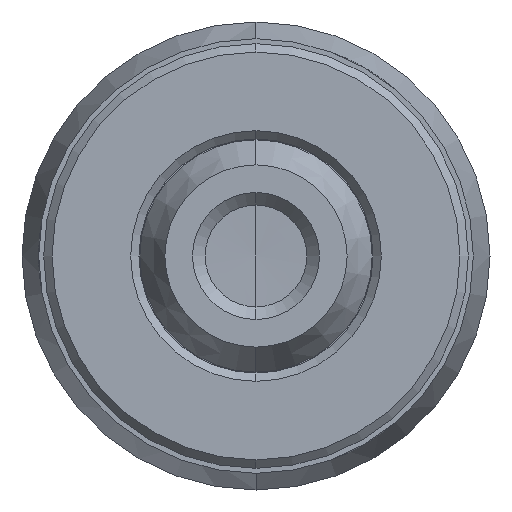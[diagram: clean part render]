
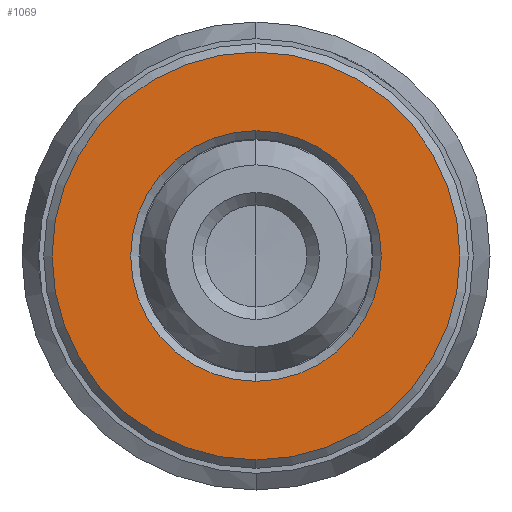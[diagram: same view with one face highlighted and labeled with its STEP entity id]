
A CAD part, left-side view. The second image highlights one B-rep face of the part: STEP entity #1069.
In plain terms, the highlighted planar face has unit normal (-1, 0, 0).
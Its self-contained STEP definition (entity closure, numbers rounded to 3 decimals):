
#21 = DIRECTION ( 'NONE',  ( 0., 0., 1. ) ) ;
#73 = EDGE_CURVE ( 'NONE', #964, #1578, #1258, .T. ) ;
#92 = DIRECTION ( 'NONE',  ( 0., 0., 1. ) ) ;
#98 = AXIS2_PLACEMENT_3D ( 'NONE', #1229, #1602, #625 ) ;
#121 = CARTESIAN_POINT ( 'NONE',  ( -35.591, 0., -12.2 ) ) ;
#153 = EDGE_CURVE ( 'NONE', #678, #164, #267, .T. ) ;
#164 = VERTEX_POINT ( 'NONE', #1429 ) ;
#174 = DIRECTION ( 'NONE',  ( 0., 0., -1. ) ) ;
#267 = CIRCLE ( 'NONE', #669, 12.2 ) ;
#310 = DIRECTION ( 'NONE',  ( 0., 0., -1. ) ) ;
#377 = CARTESIAN_POINT ( 'NONE',  ( -35.591, 0., 7.5 ) ) ;
#387 = CIRCLE ( 'NONE', #98, 7.5 ) ;
#445 = CARTESIAN_POINT ( 'NONE',  ( -35.591, 0., 0. ) ) ;
#457 = AXIS2_PLACEMENT_3D ( 'NONE', #1304, #1416, #174 ) ;
#466 = AXIS2_PLACEMENT_3D ( 'NONE', #825, #1324, #92 ) ;
#468 = PLANE ( 'NONE',  #466 ) ;
#595 = CARTESIAN_POINT ( 'NONE',  ( -35.591, 0., -7.5 ) ) ;
#625 = DIRECTION ( 'NONE',  ( 0., 0., 1. ) ) ;
#637 = DIRECTION ( 'NONE',  ( -1., 0., 0. ) ) ;
#669 = AXIS2_PLACEMENT_3D ( 'NONE', #445, #889, #310 ) ;
#678 = VERTEX_POINT ( 'NONE', #121 ) ;
#812 = EDGE_LOOP ( 'NONE', ( #996, #881 ) ) ;
#825 = CARTESIAN_POINT ( 'NONE',  ( -35.591, 12.346, -12.346 ) ) ;
#837 = FACE_BOUND ( 'NONE', #1582, .T. ) ;
#881 = ORIENTED_EDGE ( 'NONE', *, *, #1475, .T. ) ;
#889 = DIRECTION ( 'NONE',  ( -1., 0., 0. ) ) ;
#920 = ORIENTED_EDGE ( 'NONE', *, *, #73, .F. ) ;
#964 = VERTEX_POINT ( 'NONE', #377 ) ;
#992 = EDGE_CURVE ( 'NONE', #1578, #964, #387, .T. ) ;
#996 = ORIENTED_EDGE ( 'NONE', *, *, #153, .T. ) ;
#1064 = ORIENTED_EDGE ( 'NONE', *, *, #992, .F. ) ;
#1069 = ADVANCED_FACE ( 'NONE', ( #837, #1538 ), #468, .F. ) ;
#1131 = CARTESIAN_POINT ( 'NONE',  ( -35.591, 0., 0. ) ) ;
#1229 = CARTESIAN_POINT ( 'NONE',  ( -35.591, 0., 0. ) ) ;
#1255 = AXIS2_PLACEMENT_3D ( 'NONE', #1131, #637, #21 ) ;
#1258 = CIRCLE ( 'NONE', #1255, 7.5 ) ;
#1304 = CARTESIAN_POINT ( 'NONE',  ( -35.591, 0., 0. ) ) ;
#1324 = DIRECTION ( 'NONE',  ( 1., 0., 0. ) ) ;
#1387 = CIRCLE ( 'NONE', #457, 12.2 ) ;
#1416 = DIRECTION ( 'NONE',  ( -1., 0., 0. ) ) ;
#1429 = CARTESIAN_POINT ( 'NONE',  ( -35.591, 0., 12.2 ) ) ;
#1475 = EDGE_CURVE ( 'NONE', #164, #678, #1387, .T. ) ;
#1538 = FACE_OUTER_BOUND ( 'NONE', #812, .T. ) ;
#1578 = VERTEX_POINT ( 'NONE', #595 ) ;
#1582 = EDGE_LOOP ( 'NONE', ( #920, #1064 ) ) ;
#1602 = DIRECTION ( 'NONE',  ( -1., 0., 0. ) ) ;
